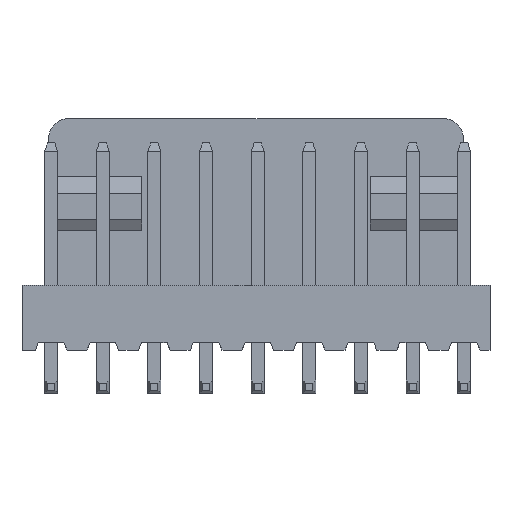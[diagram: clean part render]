
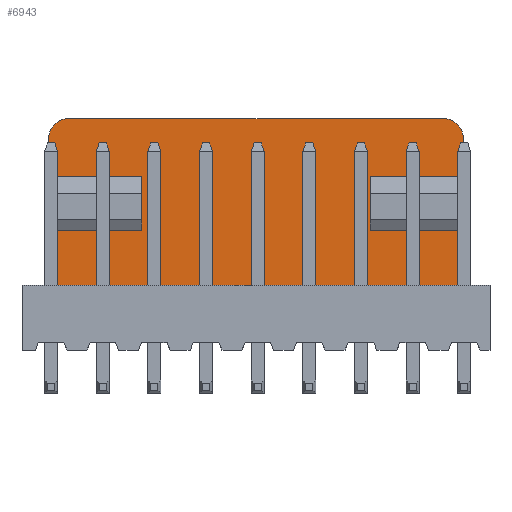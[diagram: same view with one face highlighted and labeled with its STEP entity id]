
A CAD part, top view. The second image highlights one B-rep face of the part: STEP entity #6943.
In plain terms, the highlighted planar face has unit normal (0, 0, 1).
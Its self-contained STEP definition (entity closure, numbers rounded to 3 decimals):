
#8 = EDGE_CURVE ( 'NONE', #5992, #6012, #1959, .T. ) ;
#836 = EDGE_LOOP ( 'NONE', ( #6293, #6292, #6291, #6290, #6289, #6288, #6287, #6286, #6285, #6284, #6283, #6282, #6281, #6280 ) ) ;
#1425 = EDGE_CURVE ( 'NONE', #5962, #5994, #3991, .T. ) ;
#1458 = EDGE_CURVE ( 'NONE', #6471, #5946, #4055, .T. ) ;
#1544 = AXIS2_PLACEMENT_3D ( 'NONE', #4837, #4838, #4839 ) ;
#1545 = AXIS2_PLACEMENT_3D ( 'NONE', #4854, #4855, #4856 ) ;
#1959 = LINE ( 'NONE', #6501, #1962 ) ;
#1962 = VECTOR ( 'NONE', #6503, 1000. ) ;
#3736 = CARTESIAN_POINT ( 'NONE',  ( 13.623, 48.254, -4.64 ) ) ;
#3746 = DIRECTION ( 'NONE',  ( 1., 0., 0. ) ) ;
#3991 = LINE ( 'NONE', #3736, #3996 ) ;
#3996 = VECTOR ( 'NONE', #3746, 1000. ) ;
#4055 = LINE ( 'NONE', #4380, #4058 ) ;
#4058 = VECTOR ( 'NONE', #4382, 1000. ) ;
#4137 = CIRCLE ( 'NONE', #1544, 1. ) ;
#4145 = LINE ( 'NONE', #4828, #4147 ) ;
#4146 = LINE ( 'NONE', #4840, #4149 ) ;
#4147 = VECTOR ( 'NONE', #4827, 1000. ) ;
#4148 = LINE ( 'NONE', #4842, #4151 ) ;
#4149 = VECTOR ( 'NONE', #4841, 1000. ) ;
#4150 = LINE ( 'NONE', #4844, #4153 ) ;
#4151 = VECTOR ( 'NONE', #4843, 1000. ) ;
#4152 = LINE ( 'NONE', #4846, #4155 ) ;
#4153 = VECTOR ( 'NONE', #4845, 1000. ) ;
#4154 = LINE ( 'NONE', #4848, #4157 ) ;
#4155 = VECTOR ( 'NONE', #4847, 1000. ) ;
#4156 = LINE ( 'NONE', #4850, #4159 ) ;
#4157 = VECTOR ( 'NONE', #4849, 1000. ) ;
#4158 = CIRCLE ( 'NONE', #1545, 1. ) ;
#4159 = VECTOR ( 'NONE', #4851, 1000. ) ;
#4160 = LINE ( 'NONE', #4835, #4162 ) ;
#4161 = LINE ( 'NONE', #4857, #4164 ) ;
#4162 = VECTOR ( 'NONE', #4836, 1000. ) ;
#4164 = VECTOR ( 'NONE', #4859, 1000. ) ;
#4263 = FACE_OUTER_BOUND ( 'NONE', #836, .T. ) ;
#4380 = CARTESIAN_POINT ( 'NONE',  ( 13.623, 50.926, -4.64 ) ) ;
#4382 = DIRECTION ( 'NONE',  ( 1., 0., 0. ) ) ;
#4708 = CARTESIAN_POINT ( 'NONE',  ( 30.743, 50.926, -4.64 ) ) ;
#4720 = CARTESIAN_POINT ( 'NONE',  ( 14.923, 45.547, -4.64 ) ) ;
#4728 = CARTESIAN_POINT ( 'NONE',  ( 19.523, 50.926, -4.64 ) ) ;
#4743 = CARTESIAN_POINT ( 'NONE',  ( 34.343, 53.751, -4.64 ) ) ;
#4744 = CARTESIAN_POINT ( 'NONE',  ( 14.923, 48.254, -4.64 ) ) ;
#4752 = CARTESIAN_POINT ( 'NONE',  ( 35.343, 45.547, -4.64 ) ) ;
#4763 = CARTESIAN_POINT ( 'NONE',  ( 35.343, 50.926, -4.64 ) ) ;
#4774 = CARTESIAN_POINT ( 'NONE',  ( 30.743, 48.254, -4.64 ) ) ;
#4776 = CARTESIAN_POINT ( 'NONE',  ( 19.523, 48.254, -4.64 ) ) ;
#4794 = CARTESIAN_POINT ( 'NONE',  ( 35.343, 48.254, -4.64 ) ) ;
#4795 = CARTESIAN_POINT ( 'NONE',  ( 15.923, 53.751, -4.64 ) ) ;
#4803 = CARTESIAN_POINT ( 'NONE',  ( 35.343, 52.751, -4.64 ) ) ;
#4805 = CARTESIAN_POINT ( 'NONE',  ( 14.923, 52.751, -4.64 ) ) ;
#4827 = DIRECTION ( 'NONE',  ( 0., -1., 0. ) ) ;
#4828 = CARTESIAN_POINT ( 'NONE',  ( 35.343, 53.751, -4.64 ) ) ;
#4835 = CARTESIAN_POINT ( 'NONE',  ( 13.623, 53.751, -4.64 ) ) ;
#4836 = DIRECTION ( 'NONE',  ( 1., 0., 0. ) ) ;
#4837 = CARTESIAN_POINT ( 'NONE',  ( 34.343, 52.751, -4.64 ) ) ;
#4838 = DIRECTION ( 'NONE',  ( 0., 0., 1. ) ) ;
#4839 = DIRECTION ( 'NONE',  ( 1., 0., 0. ) ) ;
#4840 = CARTESIAN_POINT ( 'NONE',  ( 30.743, 34.311, -4.64 ) ) ;
#4841 = DIRECTION ( 'NONE',  ( 0., 1., 0. ) ) ;
#4842 = CARTESIAN_POINT ( 'NONE',  ( 35.343, 48.254, -4.64 ) ) ;
#4843 = DIRECTION ( 'NONE',  ( 0., -1., 0. ) ) ;
#4844 = CARTESIAN_POINT ( 'NONE',  ( 13.623, 45.547, -4.64 ) ) ;
#4845 = DIRECTION ( 'NONE',  ( 1., 0., 0. ) ) ;
#4846 = CARTESIAN_POINT ( 'NONE',  ( 14.923, 48.254, -4.64 ) ) ;
#4847 = DIRECTION ( 'NONE',  ( 0., 1., 0. ) ) ;
#4848 = CARTESIAN_POINT ( 'NONE',  ( 19.523, 34.311, -4.64 ) ) ;
#4849 = DIRECTION ( 'NONE',  ( 0., 1., 0. ) ) ;
#4850 = CARTESIAN_POINT ( 'NONE',  ( 14.923, 53.751, -4.64 ) ) ;
#4851 = DIRECTION ( 'NONE',  ( 0., 1., 0. ) ) ;
#4854 = CARTESIAN_POINT ( 'NONE',  ( 15.923, 52.751, -4.64 ) ) ;
#4855 = DIRECTION ( 'NONE',  ( 0., 0., 1. ) ) ;
#4856 = DIRECTION ( 'NONE',  ( 1., 0., 0. ) ) ;
#4857 = CARTESIAN_POINT ( 'NONE',  ( 13.623, 50.926, -4.64 ) ) ;
#4859 = DIRECTION ( 'NONE',  ( 1., 0., 0. ) ) ;
#4927 = CARTESIAN_POINT ( 'NONE',  ( 14.923, 50.926, -4.64 ) ) ;
#5292 = PLANE ( 'NONE',  #5533 ) ;
#5293 = CARTESIAN_POINT ( 'NONE',  ( 13.623, 53.751, -4.64 ) ) ;
#5298 = DIRECTION ( 'NONE',  ( 0., 0., 1. ) ) ;
#5299 = DIRECTION ( 'NONE',  ( 1., 0., 0. ) ) ;
#5533 = AXIS2_PLACEMENT_3D ( 'NONE', #5293, #5298, #5299 ) ;
#5926 = VERTEX_POINT ( 'NONE', #4708 ) ;
#5938 = VERTEX_POINT ( 'NONE', #4720 ) ;
#5946 = VERTEX_POINT ( 'NONE', #4728 ) ;
#5961 = VERTEX_POINT ( 'NONE', #4743 ) ;
#5962 = VERTEX_POINT ( 'NONE', #4744 ) ;
#5970 = VERTEX_POINT ( 'NONE', #4752 ) ;
#5981 = VERTEX_POINT ( 'NONE', #4763 ) ;
#5992 = VERTEX_POINT ( 'NONE', #4774 ) ;
#5994 = VERTEX_POINT ( 'NONE', #4776 ) ;
#6012 = VERTEX_POINT ( 'NONE', #4794 ) ;
#6013 = VERTEX_POINT ( 'NONE', #4795 ) ;
#6021 = VERTEX_POINT ( 'NONE', #4803 ) ;
#6023 = VERTEX_POINT ( 'NONE', #4805 ) ;
#6280 = ORIENTED_EDGE ( 'NONE', *, *, #6349, .T. ) ;
#6281 = ORIENTED_EDGE ( 'NONE', *, *, #6350, .F. ) ;
#6282 = ORIENTED_EDGE ( 'NONE', *, *, #6359, .T. ) ;
#6283 = ORIENTED_EDGE ( 'NONE', *, *, #6351, .T. ) ;
#6284 = ORIENTED_EDGE ( 'NONE', *, *, #8, .F. ) ;
#6285 = ORIENTED_EDGE ( 'NONE', *, *, #6352, .F. ) ;
#6286 = ORIENTED_EDGE ( 'NONE', *, *, #6353, .T. ) ;
#6287 = ORIENTED_EDGE ( 'NONE', *, *, #6354, .F. ) ;
#6288 = ORIENTED_EDGE ( 'NONE', *, *, #1425, .F. ) ;
#6289 = ORIENTED_EDGE ( 'NONE', *, *, #6355, .F. ) ;
#6290 = ORIENTED_EDGE ( 'NONE', *, *, #1458, .T. ) ;
#6291 = ORIENTED_EDGE ( 'NONE', *, *, #6356, .F. ) ;
#6292 = ORIENTED_EDGE ( 'NONE', *, *, #6357, .T. ) ;
#6293 = ORIENTED_EDGE ( 'NONE', *, *, #6358, .F. ) ;
#6349 = EDGE_CURVE ( 'NONE', #6021, #5961, #4137, .T. ) ;
#6350 = EDGE_CURVE ( 'NONE', #6021, #5981, #4145, .T. ) ;
#6351 = EDGE_CURVE ( 'NONE', #5992, #5926, #4146, .T. ) ;
#6352 = EDGE_CURVE ( 'NONE', #6012, #5970, #4148, .T. ) ;
#6353 = EDGE_CURVE ( 'NONE', #5938, #5970, #4150, .T. ) ;
#6354 = EDGE_CURVE ( 'NONE', #5938, #5962, #4152, .T. ) ;
#6355 = EDGE_CURVE ( 'NONE', #5994, #5946, #4154, .T. ) ;
#6356 = EDGE_CURVE ( 'NONE', #6471, #6023, #4156, .T. ) ;
#6357 = EDGE_CURVE ( 'NONE', #6013, #6023, #4158, .T. ) ;
#6358 = EDGE_CURVE ( 'NONE', #6013, #5961, #4160, .T. ) ;
#6359 = EDGE_CURVE ( 'NONE', #5926, #5981, #4161, .T. ) ;
#6471 = VERTEX_POINT ( 'NONE', #4927 ) ;
#6501 = CARTESIAN_POINT ( 'NONE',  ( 13.623, 48.254, -4.64 ) ) ;
#6503 = DIRECTION ( 'NONE',  ( 1., 0., 0. ) ) ;
#6943 = ADVANCED_FACE ( 'NONE', ( #4263 ), #5292, .T. ) ;
